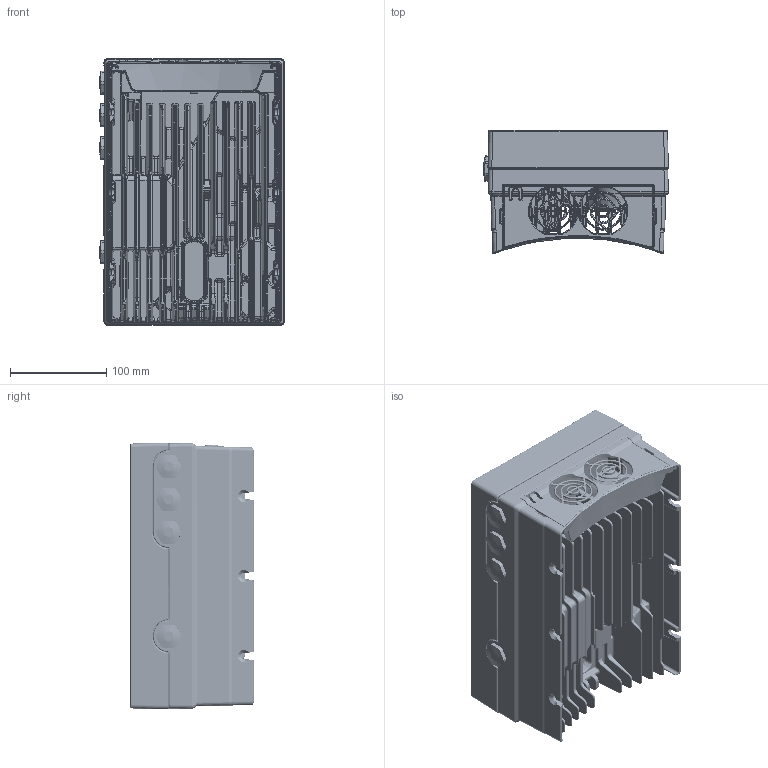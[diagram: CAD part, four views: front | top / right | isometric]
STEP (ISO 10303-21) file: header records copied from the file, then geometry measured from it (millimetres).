
FILE_DESCRIPTION((''),'2;1');
FILE_NAME('PRT0003','2017-03-14T',('F32060'),('Danfoss Drives A/S'),'CREO PARAMETRIC BY PTC INC, 2015480','CREO PARAMETRIC BY PTC INC, 2015480','');
FILE_SCHEMA(('CONFIG_CONTROL_DESIGN','GEOMETRIC_VALIDATION_PROPERTIES_MIM'));
Products named in the file (1): PRT0003
Bounding box: 191.65 x 127.83 x 276.75 mm (x, y, z)
Volume: 3602066.5 mm3; surface area: 564149.9 mm2
Topology: 2 solids, 15 shells, 5390 faces, 13593 edges, 8122 vertices
Faces by surface type: plane 1578, cylinder 1548, bspline 1464, torus 436, cone 252, sphere 102, extrusion 10
Entity records: 373831 total; most frequent: CARTESIAN_POINT 217623, ORIENTED_EDGE 26864, DIRECTION 19841, PRESENTATION_STYLE_ASSIGNMENT 13503, STYLED_ITEM 13450, CURVE_STYLE 13444, EDGE_CURVE 13444, VERTEX_POINT 8122
